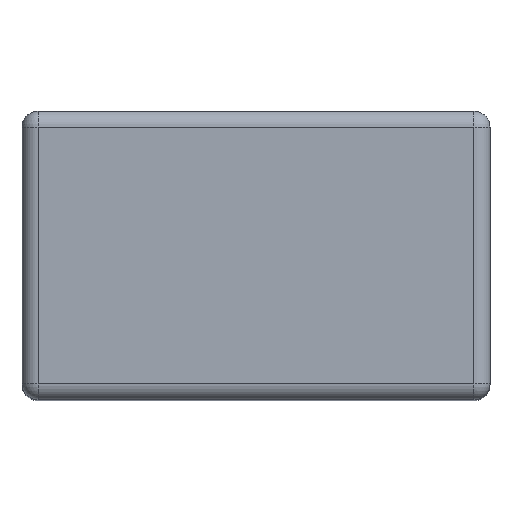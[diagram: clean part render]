
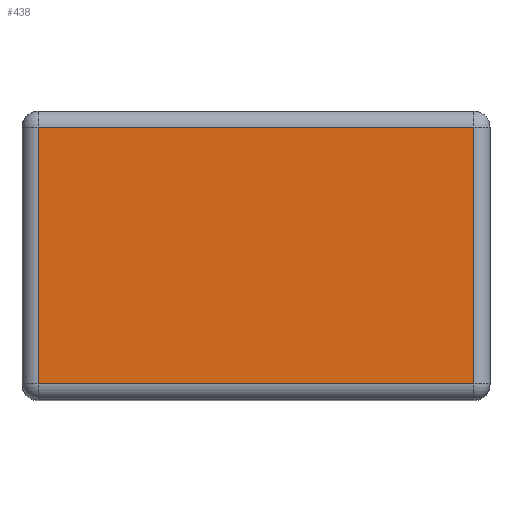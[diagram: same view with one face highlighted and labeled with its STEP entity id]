
A CAD part, top view. The second image highlights one B-rep face of the part: STEP entity #438.
In plain terms, the highlighted planar face has unit normal (0, 0, 1).
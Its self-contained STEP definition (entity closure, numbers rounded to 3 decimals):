
#438=ADVANCED_FACE('',(#853),#855,.T.);
#853=FACE_BOUND('',#854,.T.);
#854=EDGE_LOOP('',(#1665,#1666,#1667,#1668));
#855=PLANE('',#856);
#856=AXIS2_PLACEMENT_3D('',#857,#858,#859);
#857=CARTESIAN_POINT('',(0.,0.,9.5));
#858=DIRECTION('',(0.,0.,1.));
#859=DIRECTION('',(1.,0.,0.));
#1665=ORIENTED_EDGE('',*,*,#1803,.T.);
#1666=ORIENTED_EDGE('',*,*,#1807,.T.);
#1667=ORIENTED_EDGE('',*,*,#1800,.T.);
#1668=ORIENTED_EDGE('',*,*,#1809,.T.);
#1800=EDGE_CURVE('',#1986,#1984,#1987,.T.);
#1803=EDGE_CURVE('',#1991,#1989,#1992,.T.);
#1807=EDGE_CURVE('',#1989,#1986,#1996,.T.);
#1809=EDGE_CURVE('',#1984,#1991,#1998,.T.);
#1984=VERTEX_POINT('',#2387);
#1986=VERTEX_POINT('',#2392);
#1987=LINE('',#2393,#2394);
#1989=VERTEX_POINT('',#2400);
#1991=VERTEX_POINT('',#2405);
#1992=LINE('',#2406,#2407);
#1996=LINE('',#2421,#2422);
#1998=LINE('',#2428,#2429);
#2387=CARTESIAN_POINT('',(-0.9,2.,9.5));
#2392=CARTESIAN_POINT('',(5.9,2.,9.5));
#2393=CARTESIAN_POINT('',(5.9,2.,9.5));
#2394=VECTOR('',#2395,1.);
#2395=DIRECTION('',(-1.,0.,0.));
#2400=CARTESIAN_POINT('',(5.9,-2.,9.5));
#2405=CARTESIAN_POINT('',(-0.9,-2.,9.5));
#2406=CARTESIAN_POINT('',(-0.9,-2.,9.5));
#2407=VECTOR('',#2408,1.);
#2408=DIRECTION('',(1.,0.,0.));
#2421=CARTESIAN_POINT('',(5.9,-2.,9.5));
#2422=VECTOR('',#2423,1.);
#2423=DIRECTION('',(0.,1.,0.));
#2428=CARTESIAN_POINT('',(-0.9,2.,9.5));
#2429=VECTOR('',#2430,1.);
#2430=DIRECTION('',(0.,-1.,0.));
